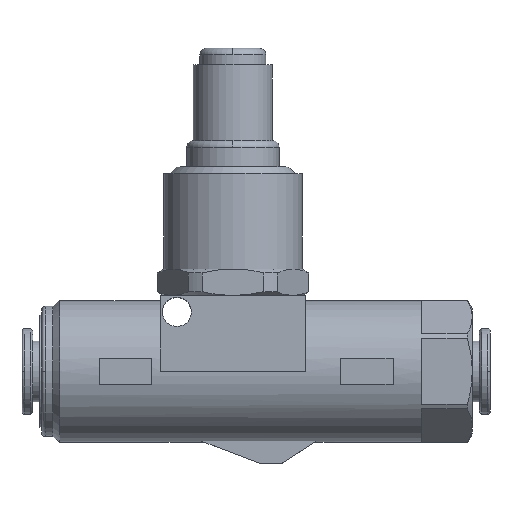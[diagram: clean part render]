
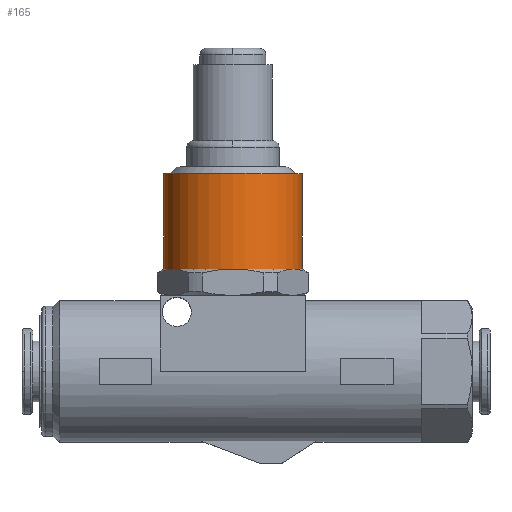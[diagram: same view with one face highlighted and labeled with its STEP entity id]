
A CAD part, top view. The second image highlights one B-rep face of the part: STEP entity #165.
In plain terms, the highlighted cylindrical face has radius 10.5 mm (diameter 21 mm), a partial arc.
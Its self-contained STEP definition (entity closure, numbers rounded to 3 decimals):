
#165=ADVANCED_FACE('',(#435),#436,.T.);
#435=FACE_OUTER_BOUND('',#764,.T.);
#436=CYLINDRICAL_SURFACE('',#765,10.5);
#764=EDGE_LOOP('',(#1671,#1672,#1673,#1674,#1675,#1676,#1677));
#765=AXIS2_PLACEMENT_3D('',#1678,#1679,#1680);
#1671=ORIENTED_EDGE('',*,*,#2350,.F.);
#1672=ORIENTED_EDGE('',*,*,#2351,.T.);
#1673=ORIENTED_EDGE('',*,*,#2352,.T.);
#1674=ORIENTED_EDGE('',*,*,#2353,.T.);
#1675=ORIENTED_EDGE('',*,*,#2354,.T.);
#1676=ORIENTED_EDGE('',*,*,#2355,.F.);
#1677=ORIENTED_EDGE('',*,*,#2356,.F.);
#1678=CARTESIAN_POINT('',(0.0,21.75,0.0));
#1679=DIRECTION('',(0.0,1.0,0.0));
#1680=DIRECTION('',(-1.0,0.0,0.0));
#2350=EDGE_CURVE('',#2897,#2898,#2899,.T.);
#2351=EDGE_CURVE('',#2897,#2900,#2901,.T.);
#2352=EDGE_CURVE('',#2900,#2902,#2903,.T.);
#2353=EDGE_CURVE('',#2902,#2904,#2905,.T.);
#2354=EDGE_CURVE('',#2904,#2906,#2907,.T.);
#2355=EDGE_CURVE('',#2908,#2906,#2909,.T.);
#2356=EDGE_CURVE('',#2898,#2908,#2910,.T.);
#2897=VERTEX_POINT('',#3765);
#2898=VERTEX_POINT('',#3766);
#2899=LINE('',#3767,#3768);
#2900=VERTEX_POINT('',#3769);
#2901=CIRCLE('',#3770,10.5);
#2902=VERTEX_POINT('',#3771);
#2903=CIRCLE('',#3772,10.5);
#2904=VERTEX_POINT('',#3773);
#2905=CIRCLE('',#3774,10.5);
#2906=VERTEX_POINT('',#3775);
#2907=CIRCLE('',#3776,10.5);
#2908=VERTEX_POINT('',#3777);
#2909=LINE('',#3778,#3779);
#2910=CIRCLE('',#3780,10.5);
#3765=CARTESIAN_POINT('',(-10.5,15.5,0.));
#3766=CARTESIAN_POINT('',(-10.5,30.0,0.0));
#3767=CARTESIAN_POINT('',(-10.5,21.75,0.));
#3768=VECTOR('',#4742,1.0);
#3769=CARTESIAN_POINT('',(-9.093,15.5,5.25));
#3770=AXIS2_PLACEMENT_3D('',#4743,#4744,#4745);
#3771=CARTESIAN_POINT('',(0.,15.5,10.5));
#3772=AXIS2_PLACEMENT_3D('',#4746,#4747,#4748);
#3773=CARTESIAN_POINT('',(9.093,15.5,5.25));
#3774=AXIS2_PLACEMENT_3D('',#4749,#4750,#4751);
#3775=CARTESIAN_POINT('',(10.5,15.5,0.));
#3776=AXIS2_PLACEMENT_3D('',#4752,#4753,#4754);
#3777=CARTESIAN_POINT('',(10.5,30.0,0.));
#3778=CARTESIAN_POINT('',(10.5,21.75,0.));
#3779=VECTOR('',#4755,1.0);
#3780=AXIS2_PLACEMENT_3D('',#4756,#4757,#4758);
#4742=DIRECTION('',(0.0,1.0,0.0));
#4743=CARTESIAN_POINT('',(0.0,15.5,0.0));
#4744=DIRECTION('',(0.0,1.0,0.0));
#4745=DIRECTION('',(-1.0,0.0,0.0));
#4746=CARTESIAN_POINT('',(0.0,15.5,0.0));
#4747=DIRECTION('',(0.0,1.0,0.0));
#4748=DIRECTION('',(-1.0,0.0,0.0));
#4749=CARTESIAN_POINT('',(0.0,15.5,0.0));
#4750=DIRECTION('',(0.0,1.0,0.0));
#4751=DIRECTION('',(-1.0,0.0,0.0));
#4752=CARTESIAN_POINT('',(0.0,15.5,0.0));
#4753=DIRECTION('',(0.0,1.0,0.0));
#4754=DIRECTION('',(-1.0,0.0,0.0));
#4755=DIRECTION('',(-0.0,-1.0,-0.0));
#4756=CARTESIAN_POINT('',(0.0,30.0,0.0));
#4757=DIRECTION('',(0.0,1.0,0.0));
#4758=DIRECTION('',(-1.0,0.0,0.0));
